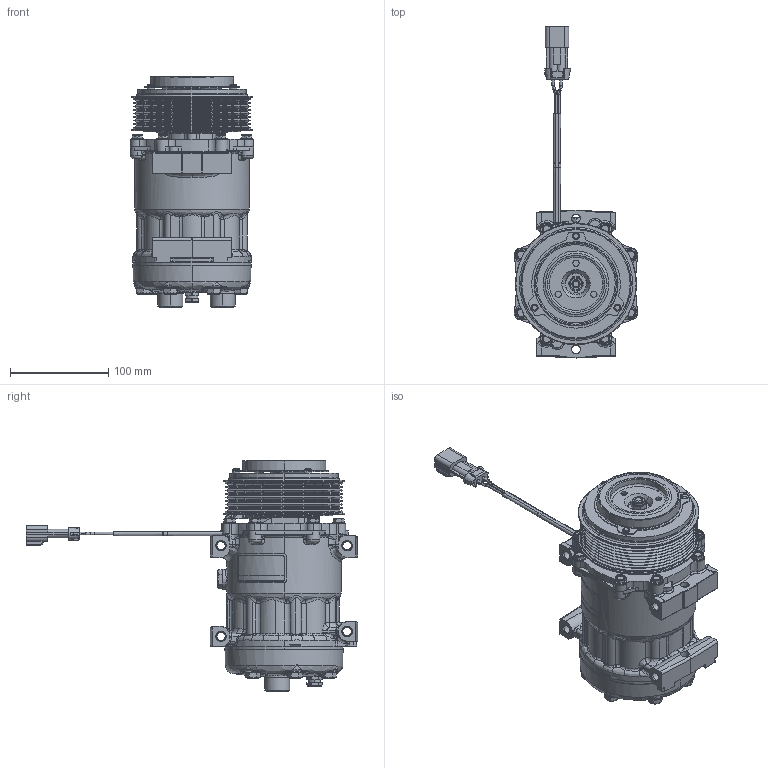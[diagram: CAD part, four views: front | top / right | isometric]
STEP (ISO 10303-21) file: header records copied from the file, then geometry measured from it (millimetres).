
FILE_DESCRIPTION (( 'STEP AP203' ), '1' );
FILE_NAME ('SANDEN_4084_REV_A_COMPR_AC.STEP', '2009-09-22T16:34:50', ( '' ), ( '' ), 'SwSTEP 2.0', 'SolidWorks 2007', '' );
FILE_SCHEMA (( 'CONFIG_CONTROL_DESIGN' ));
Length unit declared in the file: millimetre
Products named in the file (1): SANDEN_4084_REV_A_COMPR_AC
Bounding box: 125 x 336.91 x 234.34 mm (x, y, z)
Volume: 2227597.4 mm3; surface area: 247749 mm2
Topology: 1 solids, 3 shells, 2313 faces, 6234 edges, 3935 vertices
Faces by surface type: bspline 743, plane 644, cylinder 592, cone 248, torus 86
Entity records: 196518 total; most frequent: CARTESIAN_POINT 146634, ORIENTED_EDGE 12378, DIRECTION 7703, EDGE_CURVE 6189, VERTEX_POINT 3933, AXIS2_PLACEMENT_3D 2964, B_SPLINE_CURVE_WITH_KNOTS 2697, EDGE_LOOP 2438
